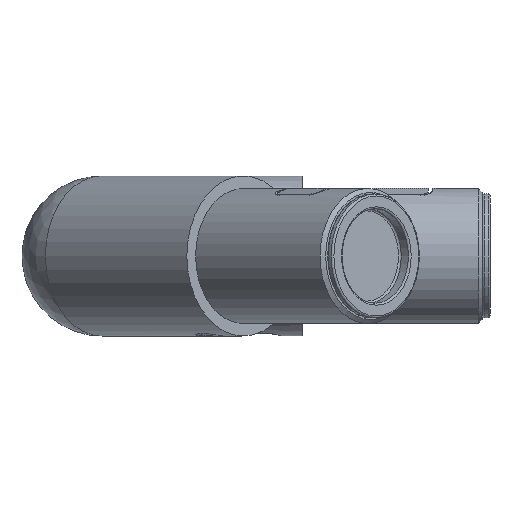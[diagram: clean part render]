
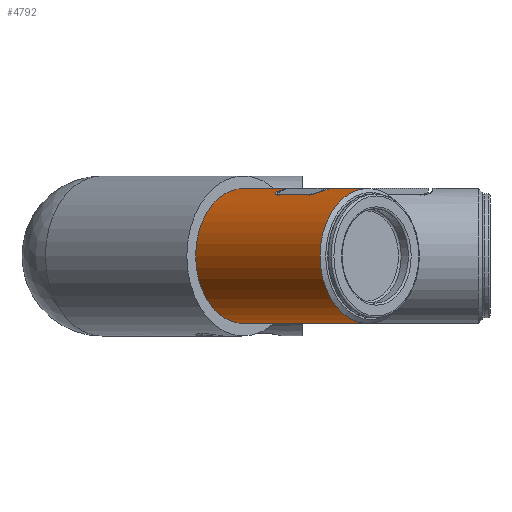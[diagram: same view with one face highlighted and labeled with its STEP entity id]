
A CAD part, left-side view. The second image highlights one B-rep face of the part: STEP entity #4792.
In plain terms, the highlighted cylindrical face has radius 16.9 mm (diameter 33.8 mm), a full revolution.
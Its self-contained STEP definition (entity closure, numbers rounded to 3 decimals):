
#298=FACE_BOUND('',#961,.T.);
#338=CIRCLE('',#5145,16.9);
#341=CIRCLE('',#5150,16.9);
#342=CIRCLE('',#5152,16.9);
#530=ELLIPSE('',#5151,17.496,16.9);
#579=CYLINDRICAL_SURFACE('',#5149,16.9);
#651=FACE_OUTER_BOUND('',#960,.T.);
#960=EDGE_LOOP('',(#3412,#3413,#3414,#3415));
#961=EDGE_LOOP('',(#3416,#3417,#3418,#3419,#3420,#3421,#3422,#3423));
#1295=LINE('',#9341,#1691);
#1296=LINE('',#9356,#1692);
#1297=LINE('',#9381,#1693);
#1691=VECTOR('',#5741,16.9);
#1692=VECTOR('',#5744,1000.);
#1693=VECTOR('',#5747,1000.);
#2083=B_SPLINE_CURVE_WITH_KNOTS('',3,(#9006,#9007,#9008,#9009,#9010,#9011,
#9012,#9013,#9014,#9015),.UNSPECIFIED.,.F.,.F.,(4,2,2,2,4),(-0.327,
-0.245,-0.163,-0.081,0.),
 .UNSPECIFIED.);
#2089=B_SPLINE_CURVE_WITH_KNOTS('',3,(#9345,#9346,#9347,#9348,#9349,#9350,
#9351,#9352,#9353,#9354),.UNSPECIFIED.,.F.,.F.,(4,2,2,2,4),(-0.952,
-0.869,-0.787,-0.706,-0.625),
 .UNSPECIFIED.);
#2090=B_SPLINE_CURVE_WITH_KNOTS('',3,(#9358,#9359,#9360,#9361,#9362,#9363,
#9364,#9365,#9366,#9367),.UNSPECIFIED.,.F.,.F.,(4,2,2,2,4),(-1.236,
-1.16,-1.085,-1.004,-0.924),
 .UNSPECIFIED.);
#2091=B_SPLINE_CURVE_WITH_KNOTS('',3,(#9371,#9372,#9373,#9374,#9375,#9376,
#9377,#9378,#9379,#9380),.UNSPECIFIED.,.F.,.F.,(4,2,2,2,4),(-0.929,
-0.85,-0.771,-0.695,-0.618),
 .UNSPECIFIED.);
#2154=VERTEX_POINT('',#9004);
#2155=VERTEX_POINT('',#9005);
#2174=VERTEX_POINT('',#9080);
#2180=VERTEX_POINT('',#9339);
#2181=VERTEX_POINT('',#9342);
#2182=VERTEX_POINT('',#9344);
#2183=VERTEX_POINT('',#9355);
#2184=VERTEX_POINT('',#9357);
#2185=VERTEX_POINT('',#9368);
#2186=VERTEX_POINT('',#9370);
#2625=EDGE_CURVE('',#2154,#2155,#2083,.F.);
#2654=EDGE_CURVE('',#2174,#2174,#338,.T.);
#2662=EDGE_CURVE('',#2180,#2180,#341,.T.);
#2663=EDGE_CURVE('',#2180,#2174,#1295,.T.);
#2664=EDGE_CURVE('',#2181,#2155,#530,.T.);
#2665=EDGE_CURVE('',#2181,#2182,#2089,.T.);
#2666=EDGE_CURVE('',#2183,#2182,#1296,.T.);
#2667=EDGE_CURVE('',#2183,#2184,#2090,.T.);
#2668=EDGE_CURVE('',#2185,#2184,#342,.T.);
#2669=EDGE_CURVE('',#2185,#2186,#2091,.T.);
#2670=EDGE_CURVE('',#2154,#2186,#1297,.T.);
#3412=ORIENTED_EDGE('',*,*,#2662,.T.);
#3413=ORIENTED_EDGE('',*,*,#2663,.T.);
#3414=ORIENTED_EDGE('',*,*,#2654,.T.);
#3415=ORIENTED_EDGE('',*,*,#2663,.F.);
#3416=ORIENTED_EDGE('',*,*,#2664,.F.);
#3417=ORIENTED_EDGE('',*,*,#2665,.T.);
#3418=ORIENTED_EDGE('',*,*,#2666,.F.);
#3419=ORIENTED_EDGE('',*,*,#2667,.T.);
#3420=ORIENTED_EDGE('',*,*,#2668,.F.);
#3421=ORIENTED_EDGE('',*,*,#2669,.T.);
#3422=ORIENTED_EDGE('',*,*,#2670,.F.);
#3423=ORIENTED_EDGE('',*,*,#2625,.T.);
#4792=ADVANCED_FACE('',(#651,#298),#579,.T.);
#5145=AXIS2_PLACEMENT_3D('',#9081,#5728,#5729);
#5149=AXIS2_PLACEMENT_3D('',#9338,#5737,#5738);
#5150=AXIS2_PLACEMENT_3D('',#9340,#5739,#5740);
#5151=AXIS2_PLACEMENT_3D('',#9343,#5742,#5743);
#5152=AXIS2_PLACEMENT_3D('',#9369,#5745,#5746);
#5728=DIRECTION('center_axis',(0.707,0.707,0.));
#5729=DIRECTION('ref_axis',(0.707,-0.707,0.));
#5737=DIRECTION('center_axis',(0.707,0.707,0.));
#5738=DIRECTION('ref_axis',(-0.707,0.707,0.));
#5739=DIRECTION('center_axis',(-0.707,-0.707,0.));
#5740=DIRECTION('ref_axis',(0.707,-0.707,0.));
#5741=DIRECTION('',(-0.707,-0.707,0.));
#5742=DIRECTION('center_axis',(-0.683,-0.683,0.259));
#5743=DIRECTION('ref_axis',(-0.183,-0.183,-0.966));
#5744=DIRECTION('',(0.707,0.707,0.));
#5745=DIRECTION('center_axis',(0.707,0.707,0.));
#5746=DIRECTION('ref_axis',(-0.707,0.707,0.));
#5747=DIRECTION('',(-0.707,-0.707,0.));
#9004=CARTESIAN_POINT('',(-80.648,7.726,15.519));
#9005=CARTESIAN_POINT('',(-77.626,7.921,16.281));
#9006=CARTESIAN_POINT('Ctrl Pts',(-77.626,7.921,16.281));
#9007=CARTESIAN_POINT('Ctrl Pts',(-77.825,8.089,16.2));
#9008=CARTESIAN_POINT('Ctrl Pts',(-78.073,8.224,16.109));
#9009=CARTESIAN_POINT('Ctrl Pts',(-78.604,8.386,15.931));
#9010=CARTESIAN_POINT('Ctrl Pts',(-78.887,8.413,15.844));
#9011=CARTESIAN_POINT('Ctrl Pts',(-79.412,8.378,15.702));
#9012=CARTESIAN_POINT('Ctrl Pts',(-79.693,8.313,15.636));
#9013=CARTESIAN_POINT('Ctrl Pts',(-80.215,8.083,15.544));
#9014=CARTESIAN_POINT('Ctrl Pts',(-80.456,7.918,15.519));
#9015=CARTESIAN_POINT('Ctrl Pts',(-80.648,7.726,15.519));
#9080=CARTESIAN_POINT('',(-81.318,-26.743,0.137));
#9081=CARTESIAN_POINT('Origin',(-93.268,-14.793,0.137));
#9338=CARTESIAN_POINT('Origin',(-93.976,-15.5,0.137));
#9339=CARTESIAN_POINT('',(-50.206,4.369,0.137));
#9340=CARTESIAN_POINT('Origin',(-62.156,16.319,0.137));
#9341=CARTESIAN_POINT('',(-82.025,-27.45,0.137));
#9342=CARTESIAN_POINT('',(-70.555,0.85,16.281));
#9343=CARTESIAN_POINT('Origin',(-77.149,1.326,0.137));
#9344=CARTESIAN_POINT('',(-70.749,-2.173,15.519));
#9345=CARTESIAN_POINT('Ctrl Pts',(-70.555,0.85,16.281));
#9346=CARTESIAN_POINT('Ctrl Pts',(-70.385,0.649,16.2));
#9347=CARTESIAN_POINT('Ctrl Pts',(-70.25,0.4,16.108));
#9348=CARTESIAN_POINT('Ctrl Pts',(-70.088,-0.133,
15.929));
#9349=CARTESIAN_POINT('Ctrl Pts',(-70.061,-0.418,
15.842));
#9350=CARTESIAN_POINT('Ctrl Pts',(-70.099,-0.943,15.701));
#9351=CARTESIAN_POINT('Ctrl Pts',(-70.164,-1.222,15.635));
#9352=CARTESIAN_POINT('Ctrl Pts',(-70.393,-1.742,15.544));
#9353=CARTESIAN_POINT('Ctrl Pts',(-70.558,-1.982,15.519));
#9354=CARTESIAN_POINT('Ctrl Pts',(-70.749,-2.173,15.519));
#9355=CARTESIAN_POINT('',(-78.773,-10.197,15.519));
#9356=CARTESIAN_POINT('',(-89.026,-20.45,15.519));
#9357=CARTESIAN_POINT('',(-81.601,-10.197,16.281));
#9358=CARTESIAN_POINT('Ctrl Pts',(-78.773,-10.197,15.519));
#9359=CARTESIAN_POINT('Ctrl Pts',(-78.95,-10.375,15.519));
#9360=CARTESIAN_POINT('Ctrl Pts',(-79.174,-10.527,15.543));
#9361=CARTESIAN_POINT('Ctrl Pts',(-79.659,-10.73,15.631));
#9362=CARTESIAN_POINT('Ctrl Pts',(-79.92,-10.78,15.696));
#9363=CARTESIAN_POINT('Ctrl Pts',(-80.419,-10.786,15.839));
#9364=CARTESIAN_POINT('Ctrl Pts',(-80.691,-10.737,15.929));
#9365=CARTESIAN_POINT('Ctrl Pts',(-81.192,-10.533,16.11));
#9366=CARTESIAN_POINT('Ctrl Pts',(-81.42,-10.378,16.201));
#9367=CARTESIAN_POINT('Ctrl Pts',(-81.601,-10.197,16.281));
#9368=CARTESIAN_POINT('',(-88.672,-3.126,16.281));
#9369=CARTESIAN_POINT('Origin',(-85.137,-6.662,0.137));
#9370=CARTESIAN_POINT('',(-88.672,-0.298,15.519));
#9371=CARTESIAN_POINT('Ctrl Pts',(-88.672,-3.126,16.281));
#9372=CARTESIAN_POINT('Ctrl Pts',(-88.85,-2.948,16.203));
#9373=CARTESIAN_POINT('Ctrl Pts',(-89.004,-2.724,16.113));
#9374=CARTESIAN_POINT('Ctrl Pts',(-89.207,-2.232,15.934));
#9375=CARTESIAN_POINT('Ctrl Pts',(-89.258,-1.965,15.846));
#9376=CARTESIAN_POINT('Ctrl Pts',(-89.258,-1.466,15.701));
#9377=CARTESIAN_POINT('Ctrl Pts',(-89.21,-1.2,15.635));
#9378=CARTESIAN_POINT('Ctrl Pts',(-89.008,-0.707,15.543));
#9379=CARTESIAN_POINT('Ctrl Pts',(-88.853,-0.478,
15.519));
#9380=CARTESIAN_POINT('Ctrl Pts',(-88.672,-0.298,
15.519));
#9381=CARTESIAN_POINT('',(-98.925,-10.551,15.519));
